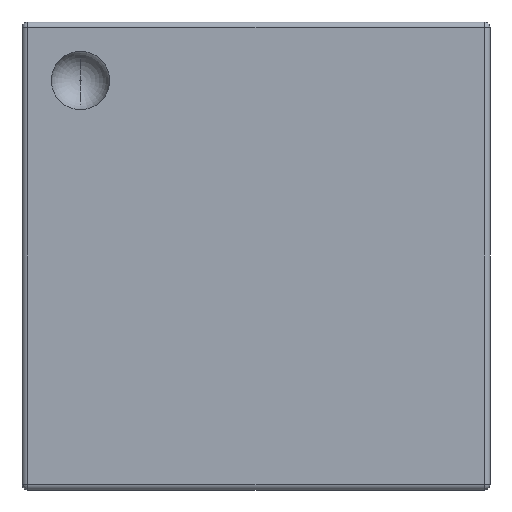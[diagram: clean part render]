
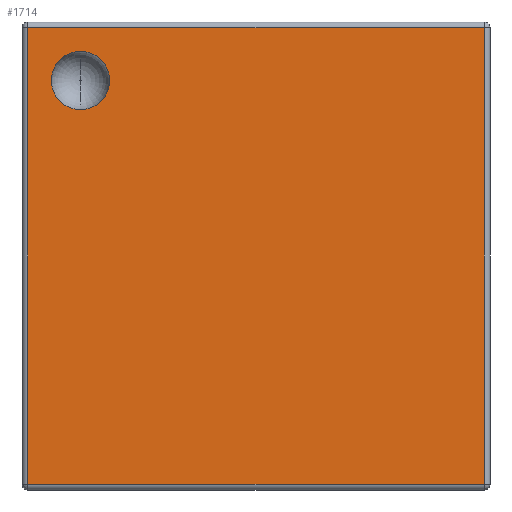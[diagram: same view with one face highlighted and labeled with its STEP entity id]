
A CAD part, front view. The second image highlights one B-rep face of the part: STEP entity #1714.
In plain terms, the highlighted planar face has unit normal (0, -1, 0).
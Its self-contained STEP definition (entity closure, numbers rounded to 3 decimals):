
#2 = DIRECTION ( 'NONE',  ( 0., 0., -1. ) ) ;
#87 = CARTESIAN_POINT ( 'NONE',  ( 1.95, -0.4, -1.95 ) ) ;
#157 = VECTOR ( 'NONE', #2957, 1000. ) ;
#254 = CARTESIAN_POINT ( 'NONE',  ( -1.5, -0.4, 1.25 ) ) ;
#273 = CARTESIAN_POINT ( 'NONE',  ( -1.95, -0.4, -2. ) ) ;
#375 = CARTESIAN_POINT ( 'NONE',  ( -1.5, -0.4, 1.5 ) ) ;
#379 = EDGE_CURVE ( 'NONE', #2248, #3137, #2036, .T. ) ;
#413 = CARTESIAN_POINT ( 'NONE',  ( -1.95, -0.4, -1.95 ) ) ;
#799 = DIRECTION ( 'NONE',  ( 0., 0., -1. ) ) ;
#894 = FACE_BOUND ( 'NONE', #930, .T. ) ;
#930 = EDGE_LOOP ( 'NONE', ( #2463, #3631 ) ) ;
#950 = VERTEX_POINT ( 'NONE', #87 ) ;
#1031 = CIRCLE ( 'NONE', #1219, 0.25 ) ;
#1045 = CIRCLE ( 'NONE', #2080, 0.25 ) ;
#1046 = CARTESIAN_POINT ( 'NONE',  ( -1.5, -0.4, 1.75 ) ) ;
#1133 = VECTOR ( 'NONE', #1627, 1000. ) ;
#1219 = AXIS2_PLACEMENT_3D ( 'NONE', #3722, #1415, #799 ) ;
#1246 = DIRECTION ( 'NONE',  ( 0., -1., 0. ) ) ;
#1330 = LINE ( 'NONE', #3642, #1133 ) ;
#1333 = EDGE_LOOP ( 'NONE', ( #3611, #1406, #2387, #2874 ) ) ;
#1351 = FACE_OUTER_BOUND ( 'NONE', #1333, .T. ) ;
#1358 = VERTEX_POINT ( 'NONE', #1046 ) ;
#1370 = EDGE_CURVE ( 'NONE', #3137, #950, #3041, .T. ) ;
#1406 = ORIENTED_EDGE ( 'NONE', *, *, #379, .T. ) ;
#1415 = DIRECTION ( 'NONE',  ( 0., -1., 0. ) ) ;
#1492 = EDGE_CURVE ( 'NONE', #1358, #3230, #1031, .T. ) ;
#1507 = CARTESIAN_POINT ( 'NONE',  ( 1.95, -0.4, 1.95 ) ) ;
#1627 = DIRECTION ( 'NONE',  ( -1., 0., 0. ) ) ;
#1630 = VERTEX_POINT ( 'NONE', #1507 ) ;
#1714 = ADVANCED_FACE ( 'NONE', ( #894, #1351 ), #2158, .T. ) ;
#1800 = DIRECTION ( 'NONE',  ( 0., 0., -1. ) ) ;
#1892 = VECTOR ( 'NONE', #3609, 1000. ) ;
#2036 = LINE ( 'NONE', #273, #2112 ) ;
#2080 = AXIS2_PLACEMENT_3D ( 'NONE', #375, #1246, #1800 ) ;
#2112 = VECTOR ( 'NONE', #2, 1000. ) ;
#2121 = CARTESIAN_POINT ( 'NONE',  ( 1.95, -0.4, 2. ) ) ;
#2158 = PLANE ( 'NONE',  #3334 ) ;
#2210 = CARTESIAN_POINT ( 'NONE',  ( 2., -0.4, -2. ) ) ;
#2248 = VERTEX_POINT ( 'NONE', #2504 ) ;
#2387 = ORIENTED_EDGE ( 'NONE', *, *, #1370, .T. ) ;
#2463 = ORIENTED_EDGE ( 'NONE', *, *, #1492, .F. ) ;
#2504 = CARTESIAN_POINT ( 'NONE',  ( -1.95, -0.4, 1.95 ) ) ;
#2874 = ORIENTED_EDGE ( 'NONE', *, *, #3357, .T. ) ;
#2957 = DIRECTION ( 'NONE',  ( 0., 0., 1. ) ) ;
#2966 = EDGE_CURVE ( 'NONE', #3230, #1358, #1045, .T. ) ;
#3041 = LINE ( 'NONE', #3333, #1892 ) ;
#3090 = DIRECTION ( 'NONE',  ( 0., -1., 0. ) ) ;
#3137 = VERTEX_POINT ( 'NONE', #413 ) ;
#3230 = VERTEX_POINT ( 'NONE', #254 ) ;
#3333 = CARTESIAN_POINT ( 'NONE',  ( 2., -0.4, -1.95 ) ) ;
#3334 = AXIS2_PLACEMENT_3D ( 'NONE', #2210, #3090, #3624 ) ;
#3357 = EDGE_CURVE ( 'NONE', #950, #1630, #3568, .T. ) ;
#3568 = LINE ( 'NONE', #2121, #157 ) ;
#3576 = EDGE_CURVE ( 'NONE', #1630, #2248, #1330, .T. ) ;
#3609 = DIRECTION ( 'NONE',  ( 1., 0., 0. ) ) ;
#3611 = ORIENTED_EDGE ( 'NONE', *, *, #3576, .T. ) ;
#3624 = DIRECTION ( 'NONE',  ( 0., 0., -1. ) ) ;
#3631 = ORIENTED_EDGE ( 'NONE', *, *, #2966, .F. ) ;
#3642 = CARTESIAN_POINT ( 'NONE',  ( -2., -0.4, 1.95 ) ) ;
#3722 = CARTESIAN_POINT ( 'NONE',  ( -1.5, -0.4, 1.5 ) ) ;
